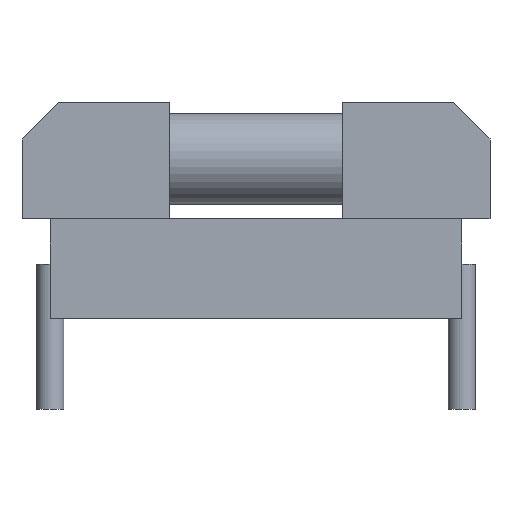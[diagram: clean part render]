
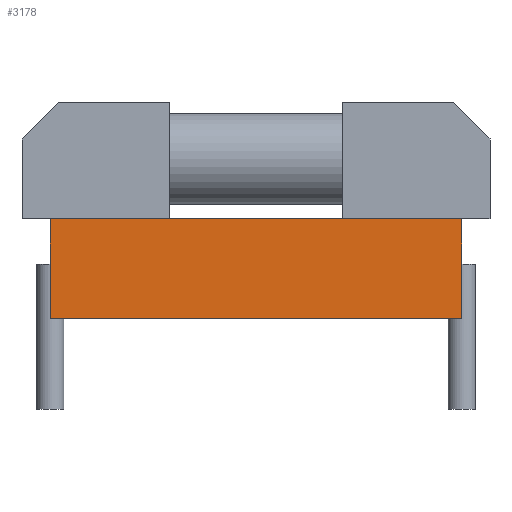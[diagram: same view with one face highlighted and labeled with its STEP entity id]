
A CAD part, left-side view. The second image highlights one B-rep face of the part: STEP entity #3178.
In plain terms, the highlighted planar face has unit normal (-1, 0, 0).
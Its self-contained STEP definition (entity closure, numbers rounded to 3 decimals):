
#3000 = VERTEX_POINT('',#3001);
#3001 = CARTESIAN_POINT('',(-9.,0.,0.));
#3007 = EDGE_CURVE('',#3000,#3008,#3010,.T.);
#3008 = VERTEX_POINT('',#3009);
#3009 = CARTESIAN_POINT('',(-9.,0.,5.5));
#3010 = LINE('',#3011,#3012);
#3011 = CARTESIAN_POINT('',(-9.,0.,0.));
#3012 = VECTOR('',#3013,1.);
#3013 = DIRECTION('',(0.,0.,1.));
#3063 = VERTEX_POINT('',#3064);
#3064 = CARTESIAN_POINT('',(-9.,22.7,5.5));
#3070 = EDGE_CURVE('',#3008,#3063,#3071,.T.);
#3071 = LINE('',#3072,#3073);
#3072 = CARTESIAN_POINT('',(-9.,0.,5.5));
#3073 = VECTOR('',#3074,1.);
#3074 = DIRECTION('',(0.,1.,0.));
#3178 = ADVANCED_FACE('',(#3179),#3197,.T.);
#3179 = FACE_BOUND('',#3180,.T.);
#3180 = EDGE_LOOP('',(#3181,#3189,#3190,#3191));
#3181 = ORIENTED_EDGE('',*,*,#3182,.F.);
#3182 = EDGE_CURVE('',#3000,#3183,#3185,.T.);
#3183 = VERTEX_POINT('',#3184);
#3184 = CARTESIAN_POINT('',(-9.,22.7,0.));
#3185 = LINE('',#3186,#3187);
#3186 = CARTESIAN_POINT('',(-9.,0.,0.));
#3187 = VECTOR('',#3188,1.);
#3188 = DIRECTION('',(0.,1.,0.));
#3189 = ORIENTED_EDGE('',*,*,#3007,.T.);
#3190 = ORIENTED_EDGE('',*,*,#3070,.T.);
#3191 = ORIENTED_EDGE('',*,*,#3192,.F.);
#3192 = EDGE_CURVE('',#3183,#3063,#3193,.T.);
#3193 = LINE('',#3194,#3195);
#3194 = CARTESIAN_POINT('',(-9.,22.7,0.));
#3195 = VECTOR('',#3196,1.);
#3196 = DIRECTION('',(0.,0.,1.));
#3197 = PLANE('',#3198);
#3198 = AXIS2_PLACEMENT_3D('',#3199,#3200,#3201);
#3199 = CARTESIAN_POINT('',(-9.,0.,0.));
#3200 = DIRECTION('',(-1.,0.,0.));
#3201 = DIRECTION('',(0.,0.,1.));
